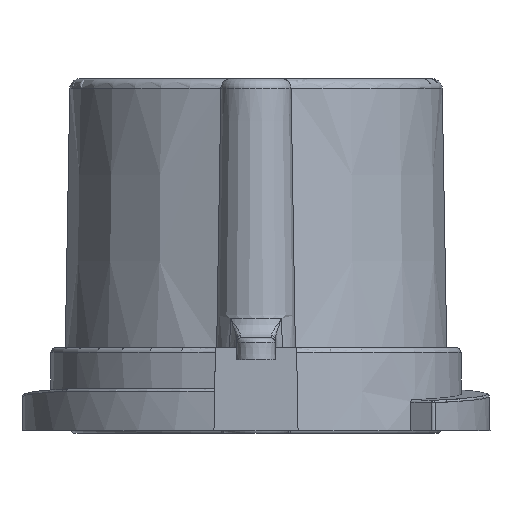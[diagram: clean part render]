
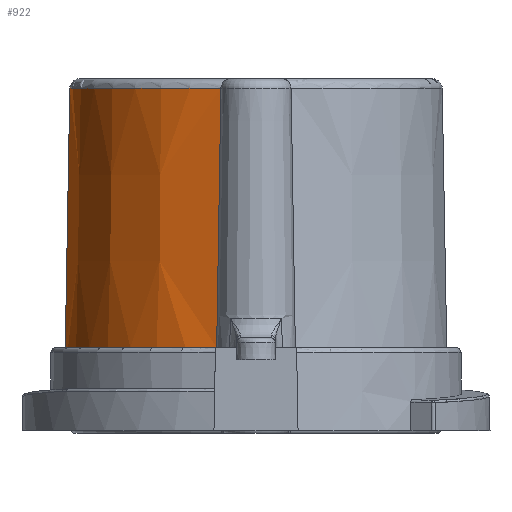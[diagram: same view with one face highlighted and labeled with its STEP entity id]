
A CAD part, front view. The second image highlights one B-rep face of the part: STEP entity #922.
In plain terms, the highlighted conical face has half-angle 1 degrees and reference radius 39.3 mm.
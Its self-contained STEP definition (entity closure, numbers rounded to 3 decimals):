
#124 = CARTESIAN_POINT ( 'NONE',  ( -7.175, -37.395, 70.035 ) ) ;
#469 = CARTESIAN_POINT ( 'NONE',  ( -39.003, 0., 17. ) ) ;
#508 = ORIENTED_EDGE ( 'NONE', *, *, #2434, .T. ) ;
#561 = DIRECTION ( 'NONE',  ( -0.017, 0., -1. ) ) ;
#664 = EDGE_CURVE ( 'NONE', #3303, #1221, #2009, .T. ) ;
#673 = VECTOR ( 'NONE', #561, 1000. ) ;
#807 = CARTESIAN_POINT ( 'NONE',  ( 0., 0., 70.035 ) ) ;
#922 = ADVANCED_FACE ( 'NONE', ( #4139 ), #1363, .T. ) ;
#960 = DIRECTION ( 'NONE',  ( -1., 0., 0. ) ) ;
#983 = VERTEX_POINT ( 'NONE', #3534 ) ;
#1154 = DIRECTION ( 'NONE',  ( -1., 0., 0. ) ) ;
#1221 = VERTEX_POINT ( 'NONE', #1692 ) ;
#1263 = CARTESIAN_POINT ( 'NONE',  ( -7.175, -37.395, 70.035 ) ) ;
#1363 = CONICAL_SURFACE ( 'NONE', #2723, 39.3, 0.017 ) ;
#1596 = CARTESIAN_POINT ( 'NONE',  ( -7.766, -37.908, 34.678 ) ) ;
#1655 = EDGE_CURVE ( 'NONE', #983, #2849, #2679, .T. ) ;
#1692 = CARTESIAN_POINT ( 'NONE',  ( -8.046, -38.164, 17. ) ) ;
#1707 = AXIS2_PLACEMENT_3D ( 'NONE', #807, #3169, #1154 ) ;
#1755 = AXIS2_PLACEMENT_3D ( 'NONE', #3296, #2982, #960 ) ;
#1813 = DIRECTION ( 'NONE',  ( 0., 0., -1. ) ) ;
#2009 = B_SPLINE_CURVE_WITH_KNOTS ( 'NONE', 3,
 ( #1263, #4268, #1596, #3940 ),
 .UNSPECIFIED., .F., .F.,
 ( 4, 4 ),
 ( 0.002, 0.055 ),
 .UNSPECIFIED. ) ;
#2165 = CARTESIAN_POINT ( 'NONE',  ( 0., 0., 0. ) ) ;
#2353 = ORIENTED_EDGE ( 'NONE', *, *, #2981, .F. ) ;
#2434 = EDGE_CURVE ( 'NONE', #3303, #983, #4321, .T. ) ;
#2679 = LINE ( 'NONE', #3256, #673 ) ;
#2723 = AXIS2_PLACEMENT_3D ( 'NONE', #2165, #1813, #3820 ) ;
#2849 = VERTEX_POINT ( 'NONE', #469 ) ;
#2981 = EDGE_CURVE ( 'NONE', #1221, #2849, #4375, .T. ) ;
#2982 = DIRECTION ( 'NONE',  ( 0., 0., -1. ) ) ;
#3009 = ORIENTED_EDGE ( 'NONE', *, *, #664, .F. ) ;
#3036 = EDGE_LOOP ( 'NONE', ( #508, #3961, #2353, #3009 ) ) ;
#3169 = DIRECTION ( 'NONE',  ( 0., 0., -1. ) ) ;
#3256 = CARTESIAN_POINT ( 'NONE',  ( -39.3, 0., 0. ) ) ;
#3296 = CARTESIAN_POINT ( 'NONE',  ( 0., 0., 17. ) ) ;
#3303 = VERTEX_POINT ( 'NONE', #124 ) ;
#3534 = CARTESIAN_POINT ( 'NONE',  ( -38.078, 0., 70.035 ) ) ;
#3820 = DIRECTION ( 'NONE',  ( 1., 0., 0. ) ) ;
#3940 = CARTESIAN_POINT ( 'NONE',  ( -8.046, -38.164, 17. ) ) ;
#3961 = ORIENTED_EDGE ( 'NONE', *, *, #1655, .T. ) ;
#4139 = FACE_OUTER_BOUND ( 'NONE', #3036, .T. ) ;
#4268 = CARTESIAN_POINT ( 'NONE',  ( -7.477, -37.652, 52.357 ) ) ;
#4321 = CIRCLE ( 'NONE', #1707, 38.078 ) ;
#4375 = CIRCLE ( 'NONE', #1755, 39.003 ) ;
